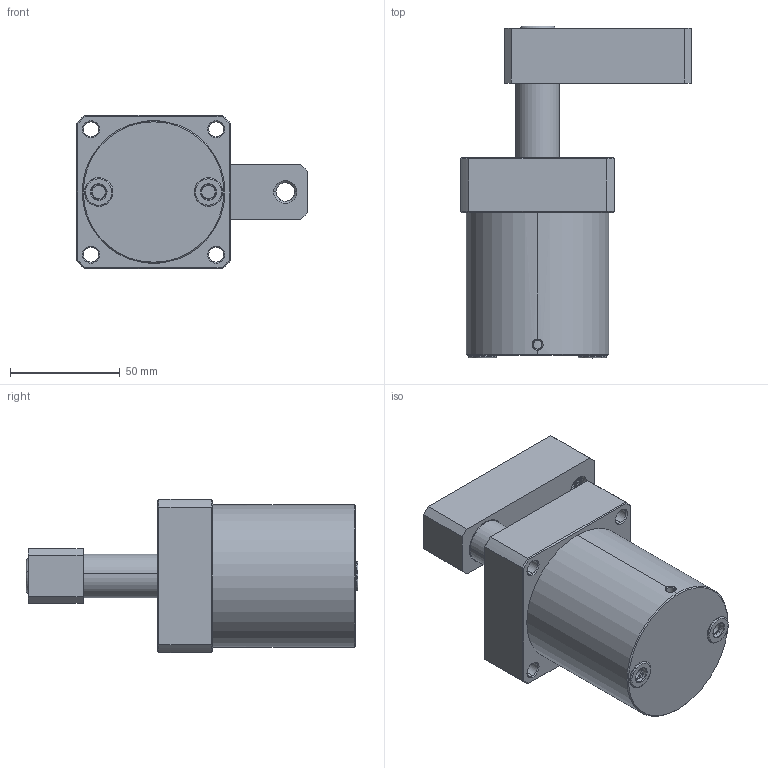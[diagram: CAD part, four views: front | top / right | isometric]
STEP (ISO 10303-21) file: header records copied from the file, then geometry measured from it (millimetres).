
FILE_DESCRIPTION (( 'STEP AP203' ), '1' );
FILE_NAME ('ASC-FA50S.STEP', '2019-05-17T10:36:22', ( 'User' ), ( 'china' ), 'SwSTEP 2.0', 'SolidWorks 2018', '' );
FILE_SCHEMA (( 'CONFIG_CONTROL_DESIGN' ));
Length unit declared in the file: millimetre
Products named in the file (7): FA50S活塞杆; 揤旋34; Hexagon socket head cap screws GB_GB_FASTENER_SCREWS_HSHCS M10X25-S; ASC-FA50S; 掛极32325; FA50Sヶ裔; 1-8黑芛413311
Assembly tree (7 placements, depth 2):
  ASC-FA50S
    掛极32325
    FA50Sヶ裔
    1-8黑芛413311  x2
    FA50S活塞杆
    揤旋34
    Hexagon socket head cap screws GB_GB_FASTENER_SCREWS_HSHCS M10X25-S
Bounding box: 105 x 151.2 x 70 mm (x, y, z)
Volume: 332589.6 mm3; surface area: 81954.2 mm2
Topology: 7 solids, 7 shells, 596 faces, 1461 edges, 898 vertices
Faces by surface type: cylinder 292, cone 180, plane 77, torus 28, bspline 19
Entity records: 31006 total; most frequent: CARTESIAN_POINT 17566, ORIENTED_EDGE 2822, DIRECTION 2585, EDGE_CURVE 1411, AXIS2_PLACEMENT_3D 1025, VERTEX_POINT 870, EDGE_LOOP 611, FACE_OUTER_BOUND 573
